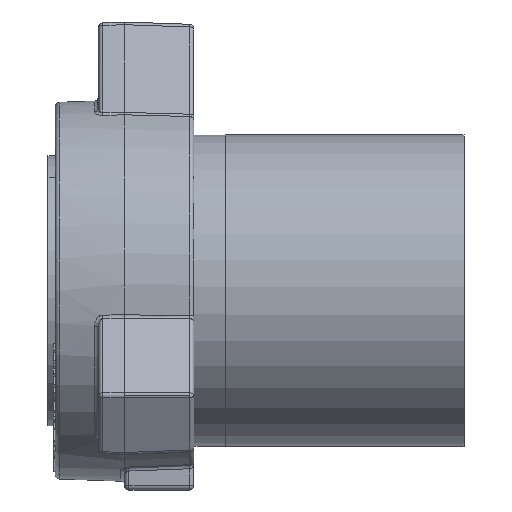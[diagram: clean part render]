
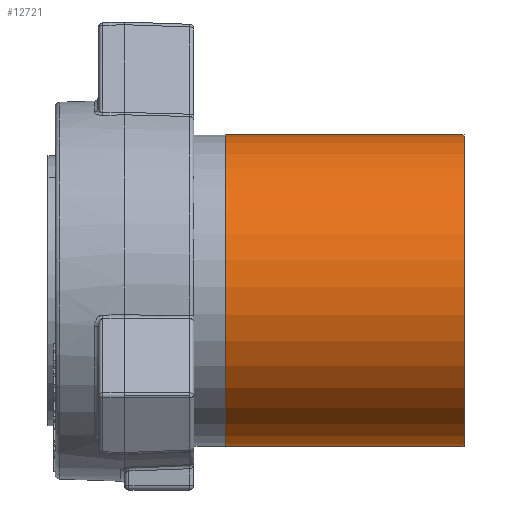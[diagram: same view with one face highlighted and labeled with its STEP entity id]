
A CAD part, left-side view. The second image highlights one B-rep face of the part: STEP entity #12721.
In plain terms, the highlighted cylindrical face has radius 57.15 mm (diameter 114.3 mm), a partial arc.
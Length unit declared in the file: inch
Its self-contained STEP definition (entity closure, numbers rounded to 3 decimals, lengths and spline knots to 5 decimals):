
#196 = EDGE_CURVE ( 'NONE', #10380, #898, #9651, .T. ) ;
#898 = VERTEX_POINT ( 'NONE', #11669 ) ;
#1072 = DIRECTION ( 'NONE',  ( 0., -1., 0. ) ) ;
#1488 = DIRECTION ( 'NONE',  ( 0.021, 0., 1. ) ) ;
#2243 = CYLINDRICAL_SURFACE ( 'NONE', #17953, 2.25 ) ;
#2271 = AXIS2_PLACEMENT_3D ( 'NONE', #12267, #1072, #14109 ) ;
#3126 = CARTESIAN_POINT ( 'NONE',  ( 0.04721, -0.457, 2.2495 ) ) ;
#3205 = DIRECTION ( 'NONE',  ( -0.021, 0., -1. ) ) ;
#3524 = VERTEX_POINT ( 'NONE', #17427 ) ;
#3856 = ORIENTED_EDGE ( 'NONE', *, *, #6050, .T. ) ;
#5420 = CARTESIAN_POINT ( 'NONE',  ( 0.04721, 1.292, 2.2495 ) ) ;
#6050 = EDGE_CURVE ( 'NONE', #898, #3524, #17584, .T. ) ;
#7474 = VECTOR ( 'NONE', #10888, 39.37008 ) ;
#8663 = CARTESIAN_POINT ( 'NONE',  ( -0.04721, -0.457, -2.2495 ) ) ;
#8926 = FACE_OUTER_BOUND ( 'NONE', #23126, .T. ) ;
#9548 = CARTESIAN_POINT ( 'NONE',  ( 0., -3.895, 0. ) ) ;
#9651 = LINE ( 'NONE', #15913, #18969 ) ;
#10380 = VERTEX_POINT ( 'NONE', #8663 ) ;
#10462 = VERTEX_POINT ( 'NONE', #3126 ) ;
#10888 = DIRECTION ( 'NONE',  ( 0., -1., 0. ) ) ;
#11636 = EDGE_CURVE ( 'NONE', #10462, #10380, #21728, .T. ) ;
#11669 = CARTESIAN_POINT ( 'NONE',  ( -0.04721, -3.895, -2.2495 ) ) ;
#12265 = EDGE_CURVE ( 'NONE', #10462, #3524, #22285, .T. ) ;
#12267 = CARTESIAN_POINT ( 'NONE',  ( 0., -0.457, 0. ) ) ;
#12721 = ADVANCED_FACE ( 'NONE', ( #8926 ), #2243, .T. ) ;
#14109 = DIRECTION ( 'NONE',  ( -0.021, 0., -1. ) ) ;
#14352 = DIRECTION ( 'NONE',  ( 0., -1., 0. ) ) ;
#14916 = DIRECTION ( 'NONE',  ( 0., 1., 0. ) ) ;
#15434 = AXIS2_PLACEMENT_3D ( 'NONE', #9548, #14916, #1488 ) ;
#15913 = CARTESIAN_POINT ( 'NONE',  ( -0.04721, 1.292, -2.2495 ) ) ;
#16449 = ORIENTED_EDGE ( 'NONE', *, *, #11636, .T. ) ;
#17229 = DIRECTION ( 'NONE',  ( 0., -1., 0. ) ) ;
#17427 = CARTESIAN_POINT ( 'NONE',  ( 0.04721, -3.895, 2.2495 ) ) ;
#17584 = CIRCLE ( 'NONE', #15434, 2.25 ) ;
#17953 = AXIS2_PLACEMENT_3D ( 'NONE', #19808, #14352, #3205 ) ;
#18969 = VECTOR ( 'NONE', #17229, 39.37008 ) ;
#19752 = ORIENTED_EDGE ( 'NONE', *, *, #12265, .F. ) ;
#19808 = CARTESIAN_POINT ( 'NONE',  ( 0., 1.292, 0. ) ) ;
#21448 = ORIENTED_EDGE ( 'NONE', *, *, #196, .T. ) ;
#21728 = CIRCLE ( 'NONE', #2271, 2.25 ) ;
#22285 = LINE ( 'NONE', #5420, #7474 ) ;
#23126 = EDGE_LOOP ( 'NONE', ( #19752, #16449, #21448, #3856 ) ) ;
